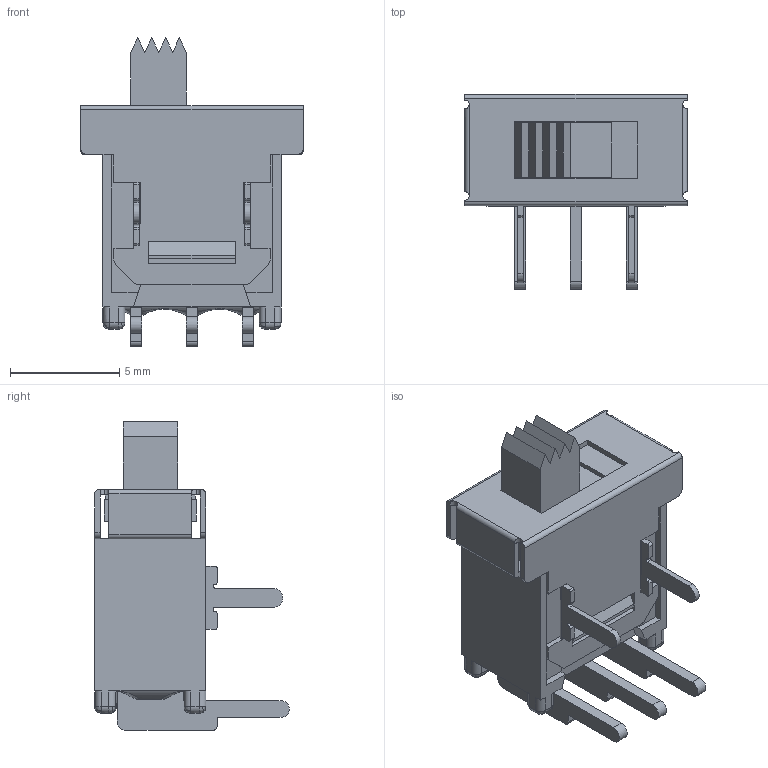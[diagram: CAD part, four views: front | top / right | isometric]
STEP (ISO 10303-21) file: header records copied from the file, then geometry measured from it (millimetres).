
FILE_DESCRIPTION (( 'STEP AP214' ), '1' );
FILE_NAME ('500ASSP1M6QE.STEP', '2022-09-20T04:37:15', ( '' ), ( '' ), 'SwSTEP 2.0', 'SolidWorks 2017', '' );
FILE_SCHEMA (( 'AUTOMOTIVE_DESIGN' ));
Length unit declared in the file: millimetre
Products named in the file (1): 500ASSP1M6QE
Bounding box: 10.16 x 8.89 x 14.1 mm (x, y, z)
Volume: 233.9 mm3; surface area: 958.3 mm2
Topology: 1 solids, 1 shells, 335 faces, 976 edges, 604 vertices
Faces by surface type: plane 204, cylinder 91, bspline 40
Entity records: 13847 total; most frequent: CARTESIAN_POINT 3206, ORIENTED_EDGE 1888, DIRECTION 1734, EDGE_CURVE 944, VECTOR 662, LINE 662, VERTEX_POINT 604, AXIS2_PLACEMENT_3D 536
